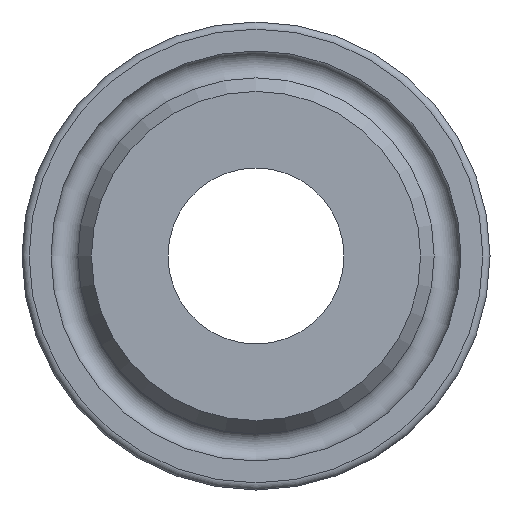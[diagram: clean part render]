
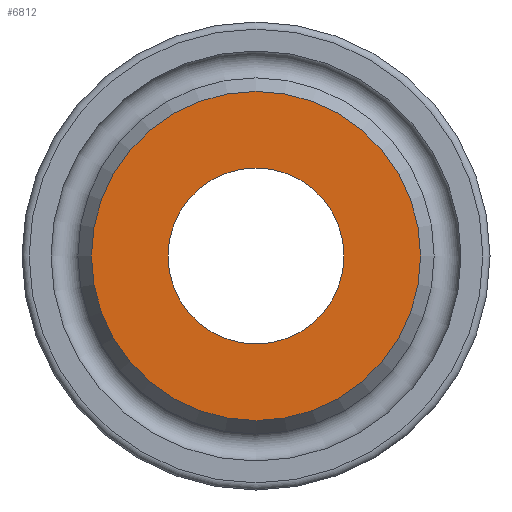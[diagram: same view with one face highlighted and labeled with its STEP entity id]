
A CAD part, left-side view. The second image highlights one B-rep face of the part: STEP entity #6812.
In plain terms, the highlighted planar face has unit normal (-1, 0, 0).
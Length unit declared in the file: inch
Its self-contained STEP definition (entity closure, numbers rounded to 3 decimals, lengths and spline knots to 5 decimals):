
#113=FACE_BOUND('',#1252,.T.);
#287=PLANE('',#7245);
#822=FACE_OUTER_BOUND('',#1251,.T.);
#1251=EDGE_LOOP('',(#6359));
#1252=EDGE_LOOP('',(#6360));
#1428=CIRCLE('',#7241,0.185);
#1429=CIRCLE('',#7246,0.34605);
#3357=VERTEX_POINT('',#14724);
#3358=VERTEX_POINT('',#14730);
#4359=EDGE_CURVE('',#3357,#3357,#1428,.T.);
#4360=EDGE_CURVE('',#3358,#3358,#1429,.T.);
#6359=ORIENTED_EDGE('',*,*,#4360,.T.);
#6360=ORIENTED_EDGE('',*,*,#4359,.F.);
#6812=ADVANCED_FACE('',(#822,#113),#287,.F.);
#7241=AXIS2_PLACEMENT_3D('',#14725,#8565,#8566);
#7245=AXIS2_PLACEMENT_3D('',#14729,#8573,#8574);
#7246=AXIS2_PLACEMENT_3D('',#14731,#8575,#8576);
#8565=DIRECTION('center_axis',(-1.,0.,0.));
#8566=DIRECTION('ref_axis',(0.,1.,0.));
#8573=DIRECTION('center_axis',(1.,0.,0.));
#8574=DIRECTION('ref_axis',(0.,0.,-1.));
#8575=DIRECTION('center_axis',(-1.,0.,0.));
#8576=DIRECTION('ref_axis',(0.,0.,1.));
#14724=CARTESIAN_POINT('',(0.031,0.185,0.));
#14725=CARTESIAN_POINT('Origin',(0.031,0.,0.));
#14729=CARTESIAN_POINT('Origin',(0.031,0.34605,0.));
#14730=CARTESIAN_POINT('',(0.031,0.34605,0.));
#14731=CARTESIAN_POINT('Origin',(0.031,0.,0.));
